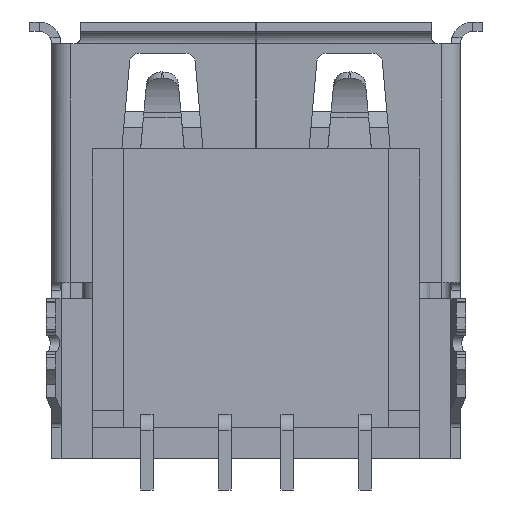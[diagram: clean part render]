
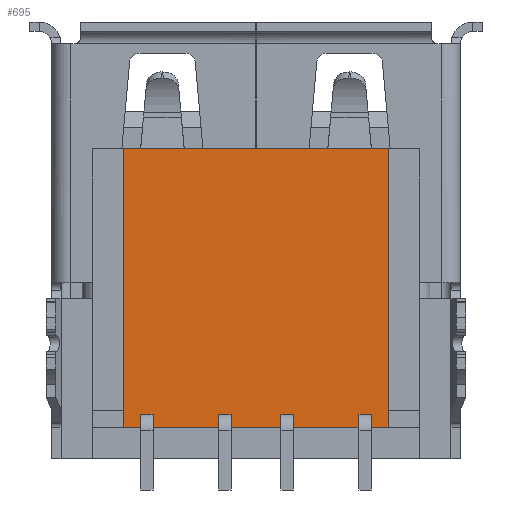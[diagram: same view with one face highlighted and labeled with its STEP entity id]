
A CAD part, front view. The second image highlights one B-rep face of the part: STEP entity #695.
In plain terms, the highlighted planar face has unit normal (0, -1, 0).
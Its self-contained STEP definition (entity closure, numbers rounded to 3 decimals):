
#237 = LINE ( 'NONE', #6108, #6482 ) ;
#695 = ADVANCED_FACE ( 'NONE', ( #5749 ), #12187, .F. ) ;
#1772 = EDGE_CURVE ( 'NONE', #11919, #8362, #2089, .T. ) ;
#1871 = LINE ( 'NONE', #9412, #4161 ) ;
#2089 = LINE ( 'NONE', #9491, #12467 ) ;
#2135 = VERTEX_POINT ( 'NONE', #9270 ) ;
#2503 = DIRECTION ( 'NONE',  ( 0., 1., 0. ) ) ;
#2593 = CARTESIAN_POINT ( 'NONE',  ( 0., 0.45, -3.7 ) ) ;
#2723 = ORIENTED_EDGE ( 'NONE', *, *, #5901, .F. ) ;
#2812 = ORIENTED_EDGE ( 'NONE', *, *, #4563, .T. ) ;
#3666 = ORIENTED_EDGE ( 'NONE', *, *, #1772, .F. ) ;
#4161 = VECTOR ( 'NONE', #6419, 1000. ) ;
#4255 = DIRECTION ( 'NONE',  ( 1., 0., 0. ) ) ;
#4266 = VECTOR ( 'NONE', #4255, 1000. ) ;
#4322 = EDGE_LOOP ( 'NONE', ( #3666, #5502, #2812, #2723 ) ) ;
#4409 = VERTEX_POINT ( 'NONE', #4831 ) ;
#4563 = EDGE_CURVE ( 'NONE', #4409, #2135, #237, .T. ) ;
#4831 = CARTESIAN_POINT ( 'NONE',  ( 4.25, 0.45, -2.7 ) ) ;
#5502 = ORIENTED_EDGE ( 'NONE', *, *, #8048, .T. ) ;
#5749 = FACE_OUTER_BOUND ( 'NONE', #4322, .T. ) ;
#5901 = EDGE_CURVE ( 'NONE', #8362, #2135, #1871, .T. ) ;
#6108 = CARTESIAN_POINT ( 'NONE',  ( 4.25, 0.45, -3.7 ) ) ;
#6419 = DIRECTION ( 'NONE',  ( 1., 0., 0. ) ) ;
#6482 = VECTOR ( 'NONE', #11913, 1000. ) ;
#8048 = EDGE_CURVE ( 'NONE', #11919, #4409, #12056, .T. ) ;
#8362 = VERTEX_POINT ( 'NONE', #11751 ) ;
#8387 = DIRECTION ( 'NONE',  ( 0., 0., 1. ) ) ;
#9270 = CARTESIAN_POINT ( 'NONE',  ( 4.25, 0.45, 6.23 ) ) ;
#9412 = CARTESIAN_POINT ( 'NONE',  ( 0., 0.45, 6.23 ) ) ;
#9491 = CARTESIAN_POINT ( 'NONE',  ( -4.25, 0.45, -3.7 ) ) ;
#11218 = DIRECTION ( 'NONE',  ( 0., 0., 1. ) ) ;
#11751 = CARTESIAN_POINT ( 'NONE',  ( -4.25, 0.45, 6.23 ) ) ;
#11913 = DIRECTION ( 'NONE',  ( 0., 0., 1. ) ) ;
#11919 = VERTEX_POINT ( 'NONE', #12536 ) ;
#12056 = LINE ( 'NONE', #12183, #4266 ) ;
#12183 = CARTESIAN_POINT ( 'NONE',  ( 0., 0.45, -2.7 ) ) ;
#12187 = PLANE ( 'NONE',  #12195 ) ;
#12195 = AXIS2_PLACEMENT_3D ( 'NONE', #2593, #2503, #8387 ) ;
#12467 = VECTOR ( 'NONE', #11218, 1000. ) ;
#12536 = CARTESIAN_POINT ( 'NONE',  ( -4.25, 0.45, -2.7 ) ) ;
